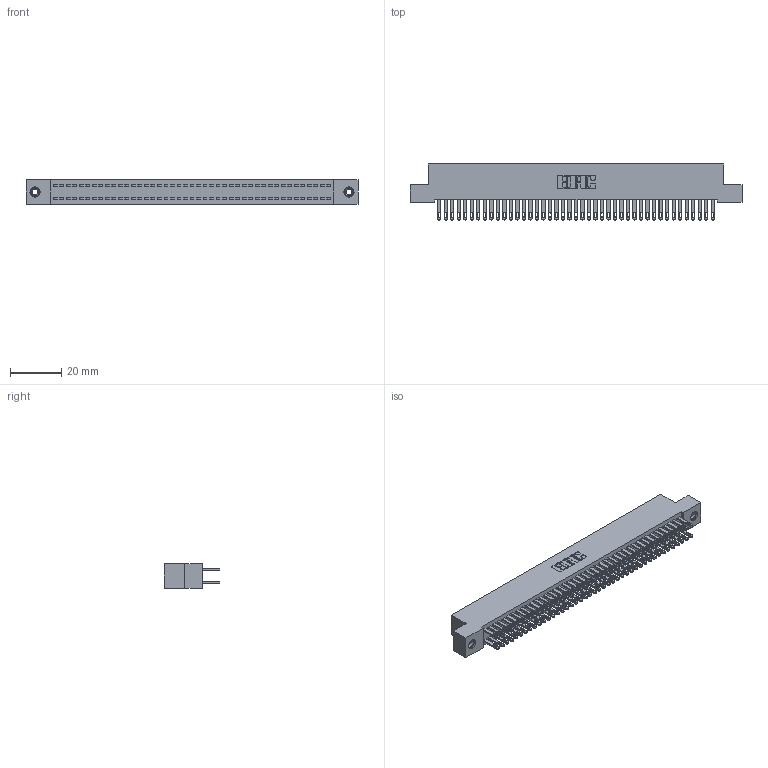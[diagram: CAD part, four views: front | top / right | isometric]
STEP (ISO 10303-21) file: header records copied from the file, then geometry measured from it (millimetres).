
FILE_DESCRIPTION (( 'STEP AP203' ), '1' );
FILE_NAME ('342-086-500-208.STEP', '2018-08-13T18:41:28', ( '' ), ( '' ), 'SwSTEP 2.0', 'SolidWorks 2016', '' );
FILE_SCHEMA (( 'CONFIG_CONTROL_DESIGN' ));
Length unit declared in the file: inch
Products named in the file (4): 342 Part_TI; 345-292-001_345-293-100; 345-250-001_345-250-003-102; 342-086-500-208
Assembly tree (89 placements, depth 2):
  342-086-500-208
    342 Part_TI
    345-292-001_345-293-100  x86
    345-250-001_345-250-003-102  x2
Bounding box: 129.54 x 21.85 x 9.4 mm (x, y, z)
Volume: 11901 mm3; surface area: 20230.2 mm2
Topology: 89 solids, 89 shells, 4298 faces, 13077 edges, 8710 vertices
Faces by surface type: plane 2678, cylinder 1604, cone 12, torus 4
Entity records: 28518 total; most frequent: CARTESIAN_POINT 4705, ORIENTED_EDGE 4634, DIRECTION 4051, EDGE_CURVE 2317, VECTOR 2165, LINE 2165, VERTEX_POINT 1540, AXIS2_PLACEMENT_3D 943
